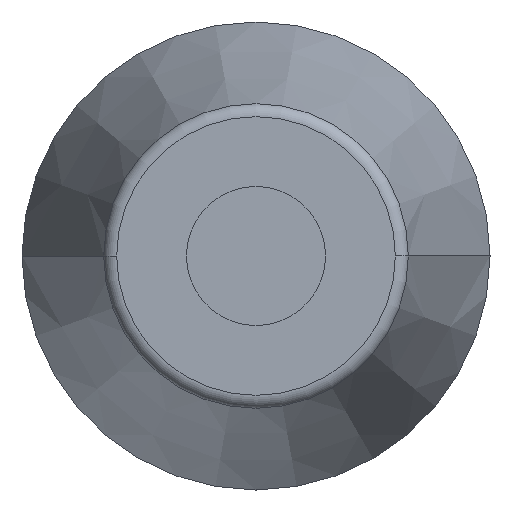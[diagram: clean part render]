
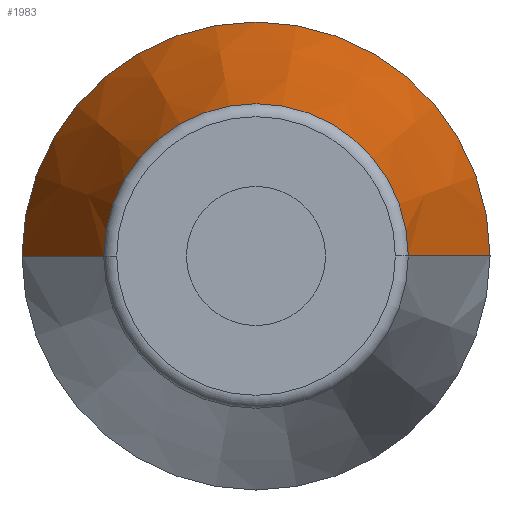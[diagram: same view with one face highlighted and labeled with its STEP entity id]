
A CAD part, front view. The second image highlights one B-rep face of the part: STEP entity #1983.
In plain terms, the highlighted conical face has half-angle 14.144 degrees and reference radius 11.2 mm.
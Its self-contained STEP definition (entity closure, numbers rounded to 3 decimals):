
#302 = LINE ( 'NONE', #5109, #1259 ) ;
#481 = ORIENTED_EDGE ( 'NONE', *, *, #2037, .F. ) ;
#491 = LINE ( 'NONE', #4570, #3797 ) ;
#1216 = EDGE_CURVE ( 'NONE', #8347, #8735, #302, .T. ) ;
#1259 = VECTOR ( 'NONE', #6646, 1000. ) ;
#1487 = CARTESIAN_POINT ( 'NONE',  ( 0., 0., 0. ) ) ;
#1537 = DIRECTION ( 'NONE',  ( -1., 0., 0. ) ) ;
#1714 = EDGE_LOOP ( 'NONE', ( #5294, #7082, #8976, #481 ) ) ;
#1983 = ADVANCED_FACE ( 'NONE', ( #5648 ), #7330, .T. ) ;
#2037 = EDGE_CURVE ( 'NONE', #5747, #7934, #491, .T. ) ;
#2070 = CARTESIAN_POINT ( 'NONE',  ( 17.5, 25., 0. ) ) ;
#2117 = DIRECTION ( 'NONE',  ( -0.244, 0.97, 0. ) ) ;
#2403 = CIRCLE ( 'NONE', #7774, 17.5 ) ;
#2754 = CIRCLE ( 'NONE', #6943, 11.39 ) ;
#3797 = VECTOR ( 'NONE', #2117, 1000. ) ;
#3983 = CARTESIAN_POINT ( 'NONE',  ( 11.39, 0.756, 0. ) ) ;
#4570 = CARTESIAN_POINT ( 'NONE',  ( -11.2, 0., 0. ) ) ;
#5109 = CARTESIAN_POINT ( 'NONE',  ( 11.2, 0., 0. ) ) ;
#5294 = ORIENTED_EDGE ( 'NONE', *, *, #6387, .T. ) ;
#5491 = DIRECTION ( 'NONE',  ( 0., 1., 0. ) ) ;
#5584 = CARTESIAN_POINT ( 'NONE',  ( -11.39, 0.756, 0. ) ) ;
#5648 = FACE_OUTER_BOUND ( 'NONE', #1714, .T. ) ;
#5689 = DIRECTION ( 'NONE',  ( 0., 1., 0. ) ) ;
#5747 = VERTEX_POINT ( 'NONE', #5584 ) ;
#6327 = DIRECTION ( 'NONE',  ( 0., 1., 0. ) ) ;
#6387 = EDGE_CURVE ( 'NONE', #5747, #8347, #2754, .T. ) ;
#6646 = DIRECTION ( 'NONE',  ( 0.244, 0.97, 0. ) ) ;
#6673 = DIRECTION ( 'NONE',  ( 1., 0., 0. ) ) ;
#6943 = AXIS2_PLACEMENT_3D ( 'NONE', #9731, #5689, #6673 ) ;
#7082 = ORIENTED_EDGE ( 'NONE', *, *, #1216, .T. ) ;
#7158 = AXIS2_PLACEMENT_3D ( 'NONE', #1487, #6327, #10340 ) ;
#7330 = CONICAL_SURFACE ( 'NONE', #7158, 11.2, 0.247 ) ;
#7636 = CARTESIAN_POINT ( 'NONE',  ( -17.5, 25., 0. ) ) ;
#7688 = EDGE_CURVE ( 'NONE', #7934, #8735, #2403, .T. ) ;
#7774 = AXIS2_PLACEMENT_3D ( 'NONE', #8745, #5491, #1537 ) ;
#7934 = VERTEX_POINT ( 'NONE', #7636 ) ;
#8347 = VERTEX_POINT ( 'NONE', #3983 ) ;
#8735 = VERTEX_POINT ( 'NONE', #2070 ) ;
#8745 = CARTESIAN_POINT ( 'NONE',  ( 0., 25., 0. ) ) ;
#8976 = ORIENTED_EDGE ( 'NONE', *, *, #7688, .F. ) ;
#9731 = CARTESIAN_POINT ( 'NONE',  ( 0., 0.756, 0. ) ) ;
#10340 = DIRECTION ( 'NONE',  ( -1., 0., 0. ) ) ;
